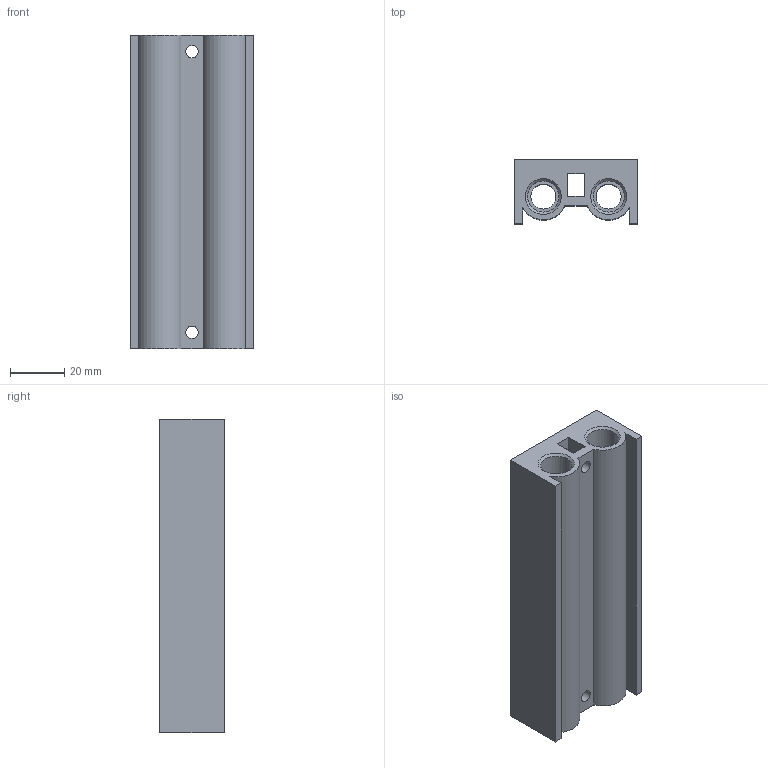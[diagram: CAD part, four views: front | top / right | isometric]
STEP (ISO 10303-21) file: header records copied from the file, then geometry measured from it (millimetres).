
FILE_DESCRIPTION(/* description */ ('STEP AP203'),/* implementation_level */ '2;1');
FILE_NAME(/* name */ 'V322-4F',/* time_stamp */ '2024-05-09T18:51:52+02:00',/* author */ ('License CC BY-ND 4.0'),/* organization */ ('CADENAS'),/* preprocessor_version */ 'ST-DEVELOPER v19.3',/* originating_system */ 'PARTsolutions',/* authorisation */ ' ');
FILE_SCHEMA (('CONFIG_CONTROL_DESIGN'));
Length unit declared in the file: millimetre
Products named in the file (1): V322-4F
Bounding box: 45 x 23.5 x 115 mm (x, y, z)
Volume: 76210.3 mm3; surface area: 31797.7 mm2
Topology: 1 solids, 1 shells, 82 faces, 194 edges, 126 vertices
Faces by surface type: plane 42, cylinder 28, cone 12
Full cylindrical faces by diameter (mm): 3.242 x8, 4.5 x4, 9.157 x2, 10 x8, 11.445 x4
Entity records: 2248 total; most frequent: CARTESIAN_POINT 441, DIRECTION 372, ORIENTED_EDGE 292, EDGE_LOOP 162, FACE_BOUND 162, AXIS2_PLACEMENT_3D 159, EDGE_CURVE 146, VERTEX_POINT 116
